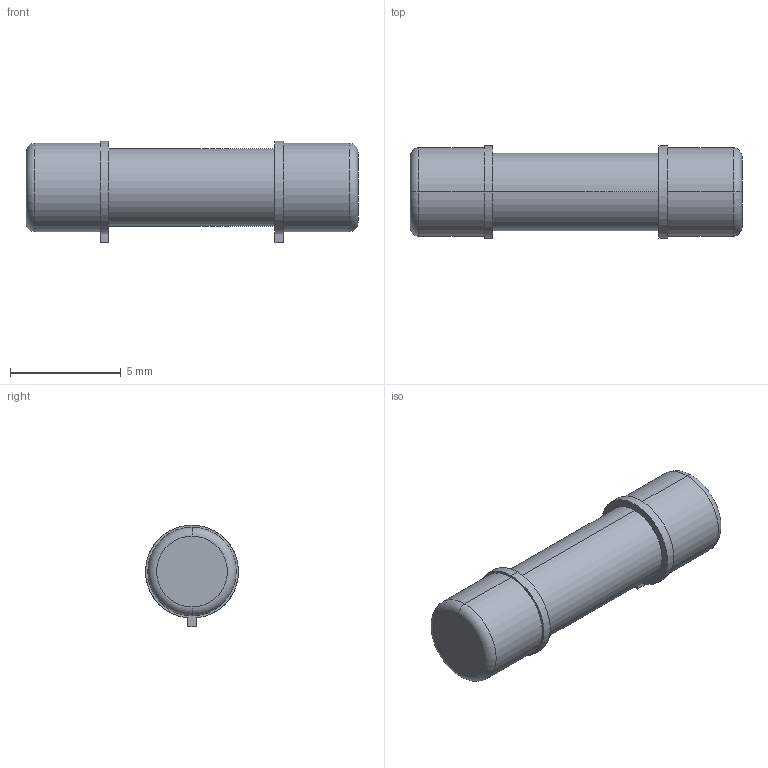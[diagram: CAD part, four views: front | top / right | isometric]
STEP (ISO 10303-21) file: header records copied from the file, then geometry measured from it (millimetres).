
FILE_DESCRIPTION (( 'STEP AP214' ), '1' );
FILE_NAME ('VP1-2.STEP', '2020-06-22T04:33:06', ( '' ), ( '' ), 'SwSTEP 2.0', 'SolidWorks 2018', '' );
FILE_SCHEMA (( 'AUTOMOTIVE_DESIGN' ));
Length unit declared in the file: millimetre
Products named in the file (1): VP1-2
Bounding box: 15 x 4.2 x 4.6 mm (x, y, z)
Volume: 166.7 mm3; surface area: 210.2 mm2
Topology: 1 solids, 1 shells, 25 faces, 53 edges, 34 vertices
Faces by surface type: plane 12, cylinder 9, torus 4
Entity records: 990 total; most frequent: DIRECTION 131, CARTESIAN_POINT 113, ORIENTED_EDGE 106, EDGE_CURVE 53, AXIS2_PLACEMENT_3D 52, VERTEX_POINT 34, EDGE_LOOP 29, UNCERTAINTY_MEASURE_WITH_UNIT 28
